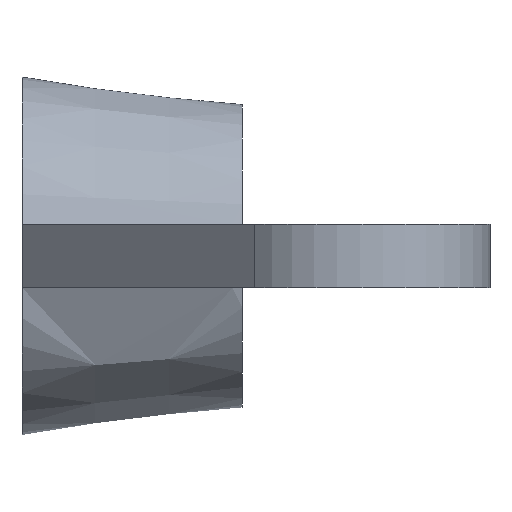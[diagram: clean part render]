
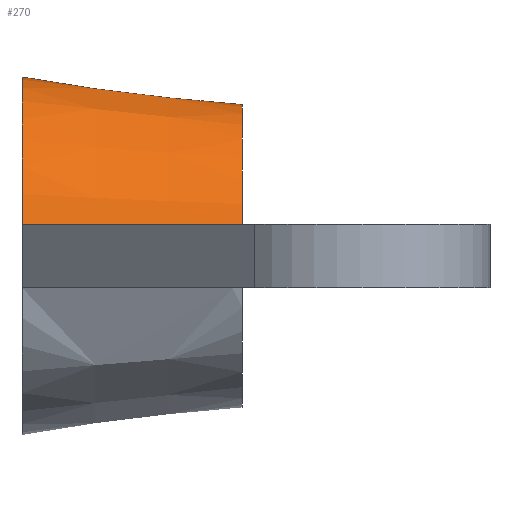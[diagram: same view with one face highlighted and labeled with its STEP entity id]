
A CAD part, front view. The second image highlights one B-rep face of the part: STEP entity #270.
In plain terms, the highlighted conical face has half-angle 7.125 degrees and reference radius 6 mm.
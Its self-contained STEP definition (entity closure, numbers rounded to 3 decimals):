
#16=ELLIPSE('',#310,59.227,10.478);
#17=ELLIPSE('',#317,59.227,10.478);
#20=(
BOUNDED_CURVE()
B_SPLINE_CURVE(2,(#462,#463,#464),.UNSPECIFIED.,.F.,.F.)
B_SPLINE_CURVE_WITH_KNOTS((3,3),(0.,0.768),.UNSPECIFIED.)
CURVE()
GEOMETRIC_REPRESENTATION_ITEM()
RATIONAL_B_SPLINE_CURVE((1.,1.003,1.))
REPRESENTATION_ITEM('')
);
#21=(
BOUNDED_CURVE()
B_SPLINE_CURVE(2,(#470,#471,#472),.UNSPECIFIED.,.F.,.F.)
B_SPLINE_CURVE_WITH_KNOTS((3,3),(0.038,0.806),
 .UNSPECIFIED.)
CURVE()
GEOMETRIC_REPRESENTATION_ITEM()
RATIONAL_B_SPLINE_CURVE((1.,1.003,1.))
REPRESENTATION_ITEM('')
);
#84=FACE_OUTER_BOUND('',#103,.T.);
#103=EDGE_LOOP('',(#221,#222,#223,#224,#225,#226));
#115=CIRCLE('',#304,6.5);
#119=CIRCLE('',#316,5.5);
#128=VERTEX_POINT('',#424);
#129=VERTEX_POINT('',#426);
#137=VERTEX_POINT('',#448);
#138=VERTEX_POINT('',#450);
#141=VERTEX_POINT('',#466);
#142=VERTEX_POINT('',#468);
#153=EDGE_CURVE('',#129,#128,#115,.T.);
#164=EDGE_CURVE('',#138,#137,#16,.T.);
#170=EDGE_CURVE('',#128,#138,#20,.T.);
#171=EDGE_CURVE('',#141,#137,#119,.T.);
#172=EDGE_CURVE('',#141,#142,#17,.T.);
#173=EDGE_CURVE('',#142,#129,#21,.T.);
#221=ORIENTED_EDGE('',*,*,#170,.T.);
#222=ORIENTED_EDGE('',*,*,#164,.T.);
#223=ORIENTED_EDGE('',*,*,#171,.F.);
#224=ORIENTED_EDGE('',*,*,#172,.T.);
#225=ORIENTED_EDGE('',*,*,#173,.T.);
#226=ORIENTED_EDGE('',*,*,#153,.T.);
#260=CONICAL_SURFACE('',#315,6.,0.124);
#270=ADVANCED_FACE('',(#84),#260,.T.);
#304=AXIS2_PLACEMENT_3D('',#427,#345,#346);
#310=AXIS2_PLACEMENT_3D('',#451,#363,#364);
#315=AXIS2_PLACEMENT_3D('',#465,#377,#378);
#316=AXIS2_PLACEMENT_3D('',#467,#379,#380);
#317=AXIS2_PLACEMENT_3D('',#469,#381,#382);
#345=DIRECTION('center_axis',(1.,0.,0.));
#346=DIRECTION('ref_axis',(0.,1.,0.));
#363=DIRECTION('center_axis',(0.215,0.977,0.));
#364=DIRECTION('ref_axis',(0.977,-0.215,0.));
#377=DIRECTION('center_axis',(-1.,0.,0.));
#378=DIRECTION('ref_axis',(0.,1.,0.));
#379=DIRECTION('center_axis',(1.,0.,0.));
#380=DIRECTION('ref_axis',(0.,1.,0.));
#381=DIRECTION('center_axis',(0.215,-0.977,0.));
#382=DIRECTION('ref_axis',(-0.977,-0.215,0.));
#424=CARTESIAN_POINT('',(0.,-6.397,1.15));
#426=CARTESIAN_POINT('',(0.,6.397,1.15));
#427=CARTESIAN_POINT('Origin',(0.,0.,0.));
#448=CARTESIAN_POINT('',(8.,-5.5,0.));
#450=CARTESIAN_POINT('',(7.651,-5.423,1.15));
#451=CARTESIAN_POINT('Origin',(-49.843,7.23,0.));
#462=CARTESIAN_POINT('Ctrl Pts',(0.,-6.397,
1.15));
#463=CARTESIAN_POINT('Ctrl Pts',(4.141,-5.872,1.15));
#464=CARTESIAN_POINT('Ctrl Pts',(7.651,-5.423,1.15));
#465=CARTESIAN_POINT('Origin',(4.,0.,0.));
#466=CARTESIAN_POINT('',(8.,5.5,0.));
#467=CARTESIAN_POINT('Origin',(8.,0.,0.));
#468=CARTESIAN_POINT('',(7.651,5.423,1.15));
#469=CARTESIAN_POINT('Origin',(-49.843,-7.23,0.));
#470=CARTESIAN_POINT('Ctrl Pts',(7.651,5.423,1.15));
#471=CARTESIAN_POINT('Ctrl Pts',(4.141,5.872,1.15));
#472=CARTESIAN_POINT('Ctrl Pts',(0.,6.397,
1.15));
